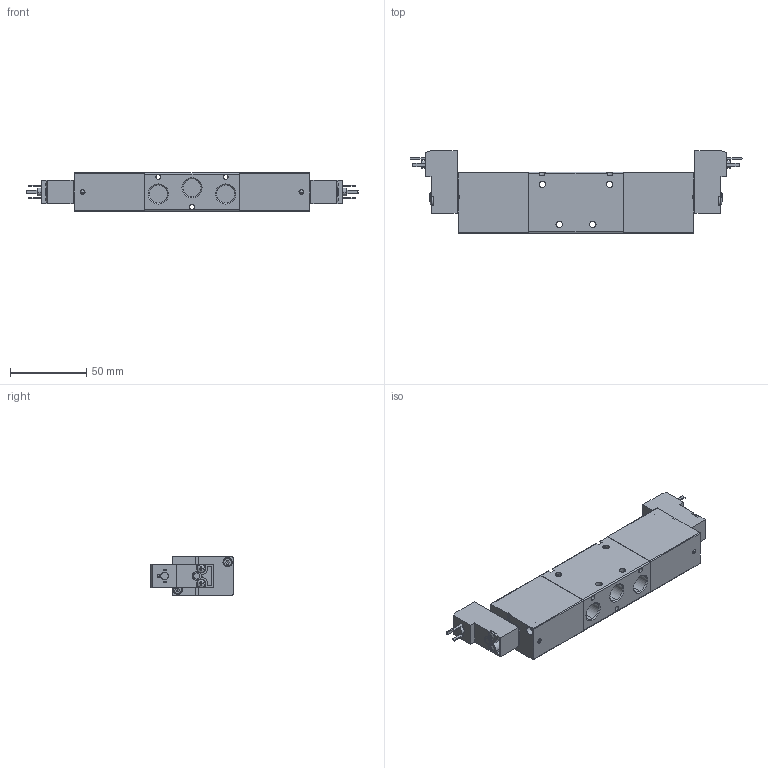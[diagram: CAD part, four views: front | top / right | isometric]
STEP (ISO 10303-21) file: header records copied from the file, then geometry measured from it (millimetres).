
FILE_DESCRIPTION (( 'STEP AP214' ), '1' );
FILE_NAME ('01_109_4.STEP', '2016-01-27T13:37:48', ( '' ), ( '' ), 'SwSTEP 2.0', 'SolidWorks 2016', '' );
FILE_SCHEMA (( 'AUTOMOTIVE_DESIGN' ));
Length unit declared in the file: millimetre
Products named in the file (1): 01_109_4
Bounding box: 217.2 x 53.9 x 25 mm (x, y, z)
Volume: 168254.4 mm3; surface area: 41104.4 mm2
Topology: 17 solids, 17 shells, 601 faces, 1467 edges, 899 vertices
Faces by surface type: plane 340, cylinder 126, cone 71, bspline 64
Entity records: 21467 total; most frequent: CARTESIAN_POINT 5912, ORIENTED_EDGE 2834, DIRECTION 2803, EDGE_CURVE 1417, AXIS2_PLACEMENT_3D 1004, VERTEX_POINT 899, LINE 795, VECTOR 795
